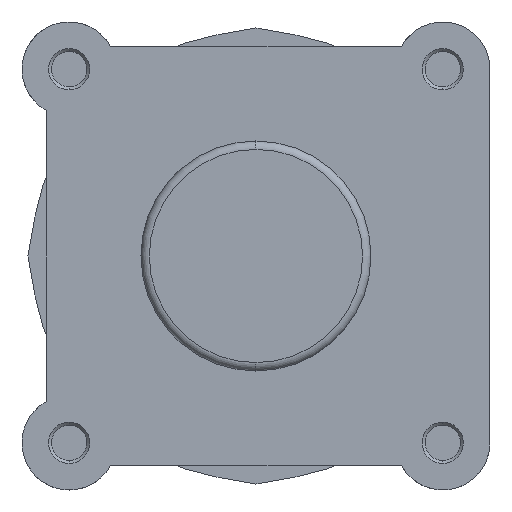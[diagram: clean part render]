
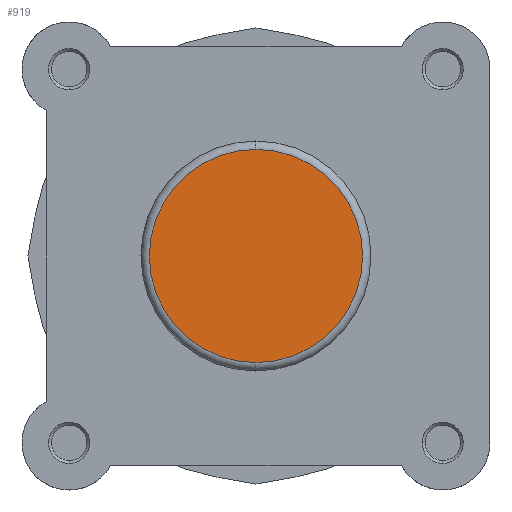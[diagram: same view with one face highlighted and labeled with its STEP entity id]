
A CAD part, left-side view. The second image highlights one B-rep face of the part: STEP entity #919.
In plain terms, the highlighted planar face has unit normal (-1, 0, 0).
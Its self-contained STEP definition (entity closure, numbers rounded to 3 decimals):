
#366 = AXIS2_PLACEMENT_3D ( 'NONE', #2737, #2741, #2742 ) ;
#394 = AXIS2_PLACEMENT_3D ( 'NONE', #2868, #2869, #2870 ) ;
#430 = AXIS2_PLACEMENT_3D ( 'NONE', #4184, #4191, #4192 ) ;
#919 = ADVANCED_FACE ( 'NONE', ( #3537 ), #2734, .F. ) ;
#1415 = EDGE_CURVE ( 'NONE', #1694, #1700, #3605, .T. ) ;
#1478 = EDGE_CURVE ( 'NONE', #1700, #1694, #3694, .T. ) ;
#1694 = VERTEX_POINT ( 'NONE', #4696 ) ;
#1700 = VERTEX_POINT ( 'NONE', #4702 ) ;
#2734 = PLANE ( 'NONE',  #366 ) ;
#2737 = CARTESIAN_POINT ( 'NONE',  ( 0., 0., 0. ) ) ;
#2741 = DIRECTION ( 'NONE',  ( 1., 0., 0. ) ) ;
#2742 = DIRECTION ( 'NONE',  ( 0., 0., -1. ) ) ;
#2868 = CARTESIAN_POINT ( 'NONE',  ( 0., 0., 0. ) ) ;
#2869 = DIRECTION ( 'NONE',  ( -1., 0., 0. ) ) ;
#2870 = DIRECTION ( 'NONE',  ( 0., 0., -1. ) ) ;
#3537 = FACE_OUTER_BOUND ( 'NONE', #5365, .T. ) ;
#3605 = CIRCLE ( 'NONE', #394, 25.4 ) ;
#3694 = CIRCLE ( 'NONE', #430, 25.4 ) ;
#4184 = CARTESIAN_POINT ( 'NONE',  ( 0., 0., 0. ) ) ;
#4191 = DIRECTION ( 'NONE',  ( -1., 0., 0. ) ) ;
#4192 = DIRECTION ( 'NONE',  ( 0., 0., -1. ) ) ;
#4696 = CARTESIAN_POINT ( 'NONE',  ( 0., 0., 25.4 ) ) ;
#4702 = CARTESIAN_POINT ( 'NONE',  ( 0., 0., -25.4 ) ) ;
#5365 = EDGE_LOOP ( 'NONE', ( #5534, #5535 ) ) ;
#5534 = ORIENTED_EDGE ( 'NONE', *, *, #1478, .T. ) ;
#5535 = ORIENTED_EDGE ( 'NONE', *, *, #1415, .T. ) ;
